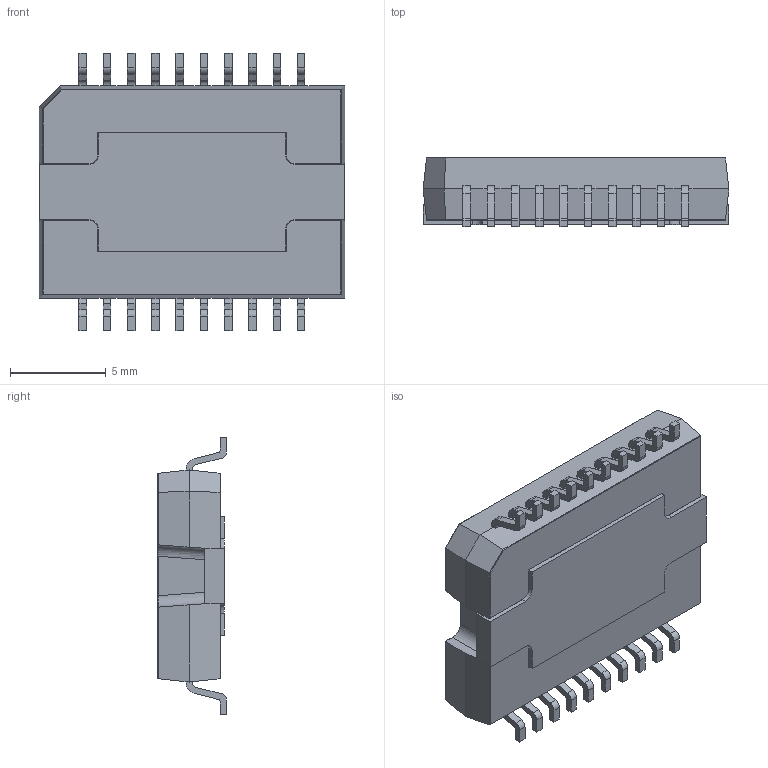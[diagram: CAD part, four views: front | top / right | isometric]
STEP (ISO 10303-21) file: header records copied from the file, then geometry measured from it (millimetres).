
FILE_DESCRIPTION(('FreeCAD Model'),'2;1');
FILE_NAME('L298P_axisY.step', '2018-09-21T20:22:22',('Author'),(''), 'Open CASCADE STEP processor 7.2','FreeCAD','Unknown');
FILE_SCHEMA(('AUTOMOTIVE_DESIGN { 1 0 10303 214 1 1 1 1 }'));
Length unit declared in the file: millimetre
Products named in the file (1): L298P_Final
Bounding box: 16 x 3.6 x 14.5 mm (x, y, z)
Volume: 575.9 mm3; surface area: 615.6 mm2
Topology: 1 solids, 1 shells, 387 faces, 1554 edges, 1208 vertices
Faces by surface type: plane 247, cylinder 86, bspline 48, cone 6
Full cylindrical faces by diameter (mm): 1.6 x2
Entity records: 41796 total; most frequent: CARTESIAN_POINT 12249, DIRECTION 3756, ORIENTED_EDGE 3108, PCURVE 3108, DEFINITIONAL_REPRESENTATION 3108, LINE 2616, VECTOR 2616, B_SPLINE_CURVE_WITH_KNOTS 1678
